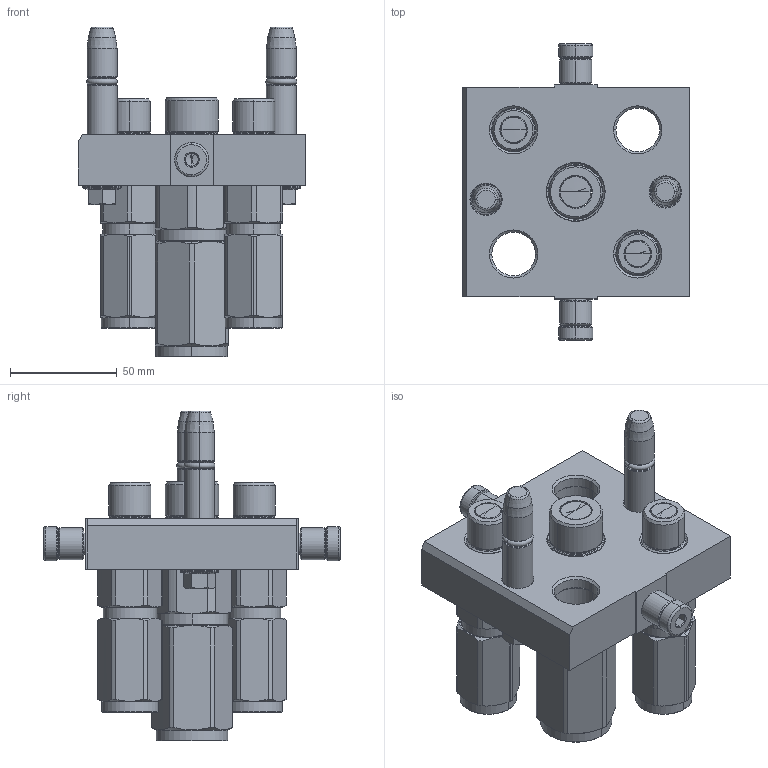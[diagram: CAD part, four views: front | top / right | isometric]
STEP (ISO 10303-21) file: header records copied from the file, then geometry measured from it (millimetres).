
FILE_DESCRIPTION (( 'STEP AP214' ), '1' );
FILE_NAME ('FASTER.step', '2024-10-29T17:41:00', ( '' ), ( '' ), 'SwSTEP 2.0', 'SolidWorks 2017', '' );
FILE_SCHEMA (( 'AUTOMOTIVE_DESIGN' ));
Length unit declared in the file: millimetre
Products named in the file (13): et002; or2_62x9_19_m; 3ffnp38_gas_m; 4830_010_0000_011; 3ffnp12_gas_m; 4830_028_1000_011; P506-1_M_BASE; 1540_080_0008_000; FASTER; 4830_013_3000_030; 4830_021_0000_000
Assembly tree (18 placements, depth 3):
  FASTER
    P506-1_M_BASE
      4830_010_0000_011
      4830_021_0000_000  x2
      1540_080_0008_000  x2
      4830_013_3000_030  x2
      4830_028_1000_011  x2
      or2_62x9_19_m  x2
    3ffnp38_gas_m  x2
      3ffnp38_gas_m
    3ffnp12_gas_m
      3ffnp12_gas_m
    et002
Bounding box: 106.3 x 138.6 x 154.2 mm (x, y, z)
Volume: 2873.9 mm3; surface area: 101961.7 mm2
Topology: 5 solids, 44 shells, 1684 faces, 4812 edges, 3172 vertices
Faces by surface type: plane 954, cone 294, cylinder 268, torus 98, bspline 70
Entity records: 52775 total; most frequent: CARTESIAN_POINT 14148, ORIENTED_EDGE 7307, DIRECTION 6802, EDGE_CURVE 3923, LINE 2678, VECTOR 2678, VERTEX_POINT 2599, AXIS2_PLACEMENT_3D 2062
